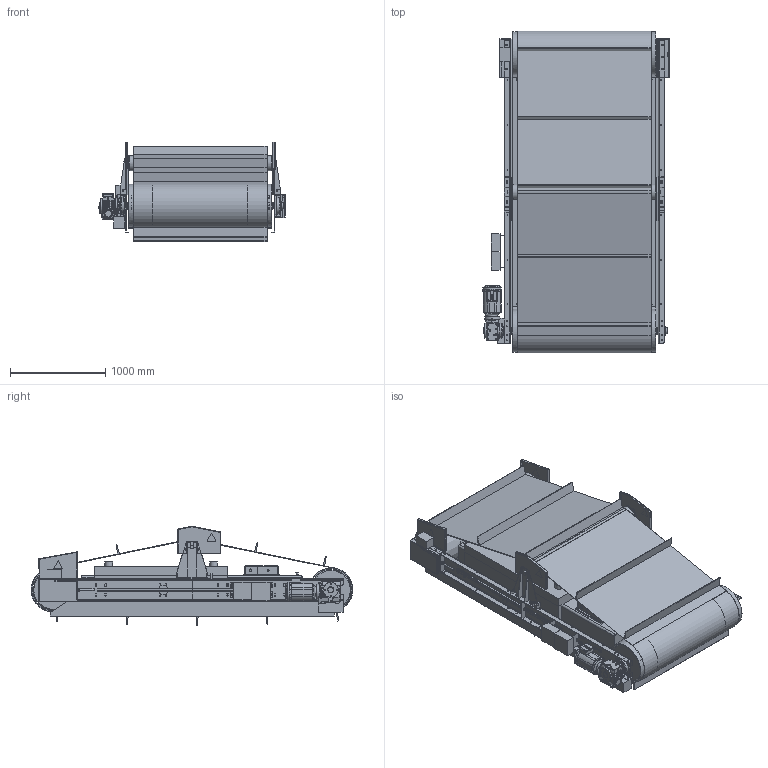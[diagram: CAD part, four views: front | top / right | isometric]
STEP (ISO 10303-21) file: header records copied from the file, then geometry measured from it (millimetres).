
FILE_DESCRIPTION(/* description */ ('TEST'),/* implementation_level */ '2;1');
FILE_NAME(/* name */ 'SEEB140023.stp',/* time_stamp */ '2018-10-05T12:08:37+02:00',/* author */ ('dd'),/* organization */ (''),/* preprocessor_version */ 'ST-DEVELOPER v16.5',/* originating_system */ 'Autodesk Inventor 2017',/* authorisation */ '');
FILE_SCHEMA (('AUTOMOTIVE_DESIGN { 1 0 10303 214 3 1 1 }'));
Length unit declared in the file: millimetre
Products named in the file (1): SEEB140023
Bounding box: 1953.26 x 3375.82 x 1042.41 mm (x, y, z)
Volume: 508511874.4 mm3; surface area: 63744992.5 mm2
Topology: 15 solids, 60 shells, 4331 faces, 11003 edges, 7027 vertices
Faces by surface type: plane 2262, cylinder 1241, cone 406, bspline 262, torus 130, sphere 30
Full cylindrical faces by diameter (mm): 1.5 x16, 4.134 x12, 4.917 x8, 4.918 x2, 6.647 x16, 7 x16, 8.918 x2, 9 x7, 10 x54, 10.5 x4, 11 x17, 12 x12, 13 x4, 13.5 x8, 13.835 x4, 14 x27, 14.2 x6, 14.5 x2, 16 x36, 16.7 x3, 17 x4, 18 x8, 18.376 x1, 19 x8, 20 x13, 20.5 x3, 21 x6, 21.4 x4, 22 x6, 26 x4
Entity records: 135451 total; most frequent: CARTESIAN_POINT 31631, DIRECTION 20037, ORIENTED_EDGE 19976, EDGE_CURVE 9980, AXIS2_PLACEMENT_3D 7273, VERTEX_POINT 6721, EDGE_LOOP 5815, LINE 5491
